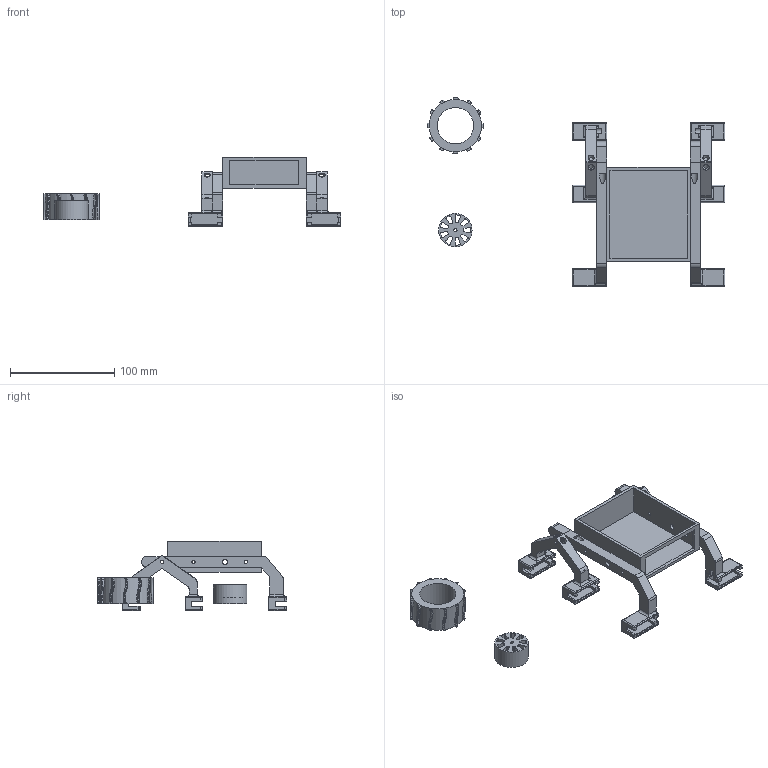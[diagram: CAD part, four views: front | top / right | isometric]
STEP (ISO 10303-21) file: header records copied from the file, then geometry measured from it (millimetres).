
FILE_DESCRIPTION(/* description */ (''),/* implementation_level */ '2;1');
FILE_NAME(/* name */ 'papaya-pathfinder.step',/* time_stamp */ '2025-12-09T02:00:09+01:00',/* author */ (''),/* organization */ (''),/* preprocessor_version */ 'ST-DEVELOPER v20.1',/* originating_system */ 'Autodesk Translation Framework v14.21.0.0',/* authorisation */ '');
FILE_SCHEMA (('AUTOMOTIVE_DESIGN { 1 0 10303 214 3 1 1 }'));
Length unit declared in the file: millimetre
Products named in the file (1): 2025-12-05-22-43-50-470
Bounding box: 285 x 181 x 67 mm (x, y, z)
Volume: 125195.9 mm3; surface area: 97515.8 mm2
Topology: 19 solids, 19 shells, 741 faces, 2073 edges, 1358 vertices
Faces by surface type: plane 459, cylinder 230, bspline 48, torus 4
Full cylindrical faces by diameter (mm): 3.2 x18, 5 x6, 6 x24, 30 x1, 32 x1, 34.8 x1
Entity records: 28353 total; most frequent: CARTESIAN_POINT 9059, ORIENTED_EDGE 4230, DIRECTION 3671, EDGE_CURVE 2115, LINE 1455, VECTOR 1455, VERTEX_POINT 1420, AXIS2_PLACEMENT_3D 1108
